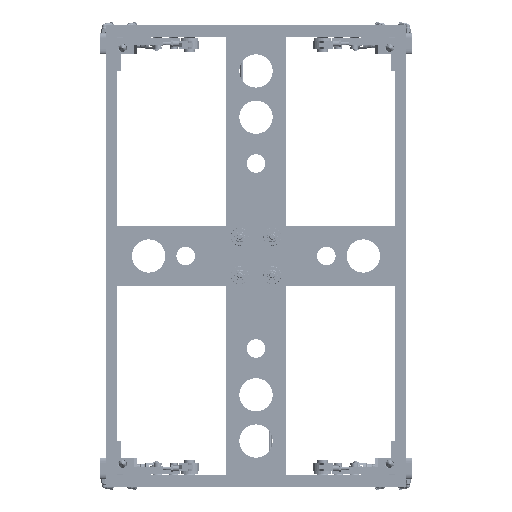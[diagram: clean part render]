
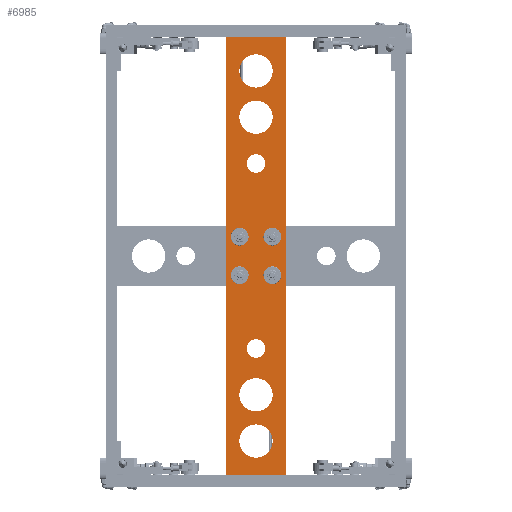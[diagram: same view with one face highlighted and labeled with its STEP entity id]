
A CAD part, left-side view. The second image highlights one B-rep face of the part: STEP entity #6985.
In plain terms, the highlighted face is planar.
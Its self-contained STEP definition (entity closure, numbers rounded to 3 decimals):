
#5461=DIRECTION('',(1.,0.,0.));
#5462=VECTOR('',#5461,80.);
#5463=CARTESIAN_POINT('',(-40.,-20.,-296.5));
#5464=LINE('',#5463,#5462);
#5493=DIRECTION('',(0.,0.,1.));
#5494=VECTOR('',#5493,593.);
#5495=CARTESIAN_POINT('',(-40.,-20.,-296.5));
#5496=LINE('',#5495,#5494);
#5497=CARTESIAN_POINT('',(-22.,-20.,26.));
#5498=DIRECTION('',(0.,1.,0.));
#5499=DIRECTION('',(0.,0.,-1.));
#5500=AXIS2_PLACEMENT_3D('',#5497,#5498,#5499);
#5502=CARTESIAN_POINT('',(-22.,-20.,26.));
#5503=DIRECTION('',(0.,1.,0.));
#5504=DIRECTION('',(0.,0.,1.));
#5505=AXIS2_PLACEMENT_3D('',#5502,#5503,#5504);
#5507=CARTESIAN_POINT('',(-22.,-20.,-26.));
#5508=DIRECTION('',(0.,1.,0.));
#5509=DIRECTION('',(0.,0.,-1.));
#5510=AXIS2_PLACEMENT_3D('',#5507,#5508,#5509);
#5512=CARTESIAN_POINT('',(-22.,-20.,-26.));
#5513=DIRECTION('',(0.,1.,0.));
#5514=DIRECTION('',(0.,0.,1.));
#5515=AXIS2_PLACEMENT_3D('',#5512,#5513,#5514);
#5517=CARTESIAN_POINT('',(22.,-20.,-26.));
#5518=DIRECTION('',(0.,1.,0.));
#5519=DIRECTION('',(0.,0.,-1.));
#5520=AXIS2_PLACEMENT_3D('',#5517,#5518,#5519);
#5522=CARTESIAN_POINT('',(22.,-20.,-26.));
#5523=DIRECTION('',(0.,1.,0.));
#5524=DIRECTION('',(0.,0.,1.));
#5525=AXIS2_PLACEMENT_3D('',#5522,#5523,#5524);
#5527=CARTESIAN_POINT('',(22.,-20.,26.));
#5528=DIRECTION('',(0.,1.,0.));
#5529=DIRECTION('',(0.,0.,-1.));
#5530=AXIS2_PLACEMENT_3D('',#5527,#5528,#5529);
#5532=CARTESIAN_POINT('',(22.,-20.,26.));
#5533=DIRECTION('',(0.,1.,0.));
#5534=DIRECTION('',(0.,0.,1.));
#5535=AXIS2_PLACEMENT_3D('',#5532,#5533,#5534);
#5537=CARTESIAN_POINT('',(0.,-20.,250.));
#5538=DIRECTION('',(0.,1.,0.));
#5539=DIRECTION('',(0.,0.,-1.));
#5540=AXIS2_PLACEMENT_3D('',#5537,#5538,#5539);
#5542=CARTESIAN_POINT('',(0.,-20.,250.));
#5543=DIRECTION('',(0.,1.,0.));
#5544=DIRECTION('',(0.,0.,1.));
#5545=AXIS2_PLACEMENT_3D('',#5542,#5543,#5544);
#5547=CARTESIAN_POINT('',(0.,-20.,187.5));
#5548=DIRECTION('',(0.,1.,0.));
#5549=DIRECTION('',(0.,0.,-1.));
#5550=AXIS2_PLACEMENT_3D('',#5547,#5548,#5549);
#5552=CARTESIAN_POINT('',(0.,-20.,187.5));
#5553=DIRECTION('',(0.,1.,0.));
#5554=DIRECTION('',(0.,0.,1.));
#5555=AXIS2_PLACEMENT_3D('',#5552,#5553,#5554);
#5557=CARTESIAN_POINT('',(0.,-20.,125.));
#5558=DIRECTION('',(0.,1.,0.));
#5559=DIRECTION('',(0.,0.,-1.));
#5560=AXIS2_PLACEMENT_3D('',#5557,#5558,#5559);
#5562=CARTESIAN_POINT('',(0.,-20.,125.));
#5563=DIRECTION('',(0.,1.,0.));
#5564=DIRECTION('',(0.,0.,1.));
#5565=AXIS2_PLACEMENT_3D('',#5562,#5563,#5564);
#5567=CARTESIAN_POINT('',(0.,-20.,-250.));
#5568=DIRECTION('',(0.,1.,0.));
#5569=DIRECTION('',(0.,0.,-1.));
#5570=AXIS2_PLACEMENT_3D('',#5567,#5568,#5569);
#5572=CARTESIAN_POINT('',(0.,-20.,-250.));
#5573=DIRECTION('',(0.,1.,0.));
#5574=DIRECTION('',(0.,0.,1.));
#5575=AXIS2_PLACEMENT_3D('',#5572,#5573,#5574);
#5577=CARTESIAN_POINT('',(0.,-20.,-187.5));
#5578=DIRECTION('',(0.,1.,0.));
#5579=DIRECTION('',(0.,0.,-1.));
#5580=AXIS2_PLACEMENT_3D('',#5577,#5578,#5579);
#5582=CARTESIAN_POINT('',(0.,-20.,-187.5));
#5583=DIRECTION('',(0.,1.,0.));
#5584=DIRECTION('',(0.,0.,1.));
#5585=AXIS2_PLACEMENT_3D('',#5582,#5583,#5584);
#5587=CARTESIAN_POINT('',(0.,-20.,-125.));
#5588=DIRECTION('',(0.,1.,0.));
#5589=DIRECTION('',(0.,0.,-1.));
#5590=AXIS2_PLACEMENT_3D('',#5587,#5588,#5589);
#5592=CARTESIAN_POINT('',(0.,-20.,-125.));
#5593=DIRECTION('',(0.,1.,0.));
#5594=DIRECTION('',(0.,0.,1.));
#5595=AXIS2_PLACEMENT_3D('',#5592,#5593,#5594);
#5805=DIRECTION('',(0.,0.,1.));
#5806=VECTOR('',#5805,593.);
#5807=CARTESIAN_POINT('',(40.,-20.,-296.5));
#5808=LINE('',#5807,#5806);
#5869=DIRECTION('',(1.,0.,0.));
#5870=VECTOR('',#5869,80.);
#5871=CARTESIAN_POINT('',(-40.,-20.,296.5));
#5872=LINE('',#5871,#5870);
#6565=CARTESIAN_POINT('',(-40.,-20.,-296.5));
#6566=CARTESIAN_POINT('',(40.,-20.,-296.5));
#6567=VERTEX_POINT('',#6565);
#6568=VERTEX_POINT('',#6566);
#6581=CARTESIAN_POINT('',(-40.,-20.,296.5));
#6582=CARTESIAN_POINT('',(40.,-20.,296.5));
#6583=VERTEX_POINT('',#6581);
#6584=VERTEX_POINT('',#6582);
#6597=CARTESIAN_POINT('',(-22.,-20.,21.75));
#6598=CARTESIAN_POINT('',(-22.,-20.,30.25));
#6599=VERTEX_POINT('',#6597);
#6600=VERTEX_POINT('',#6598);
#6601=CARTESIAN_POINT('',(-22.,-20.,-30.25));
#6602=CARTESIAN_POINT('',(-22.,-20.,-21.75));
#6603=VERTEX_POINT('',#6601);
#6604=VERTEX_POINT('',#6602);
#6605=CARTESIAN_POINT('',(22.,-20.,-30.25));
#6606=CARTESIAN_POINT('',(22.,-20.,-21.75));
#6607=VERTEX_POINT('',#6605);
#6608=VERTEX_POINT('',#6606);
#6609=CARTESIAN_POINT('',(22.,-20.,21.75));
#6610=CARTESIAN_POINT('',(22.,-20.,30.25));
#6611=VERTEX_POINT('',#6609);
#6612=VERTEX_POINT('',#6610);
#6661=CARTESIAN_POINT('',(0.,-20.,227.5));
#6662=CARTESIAN_POINT('',(0.,-20.,272.5));
#6663=VERTEX_POINT('',#6661);
#6664=VERTEX_POINT('',#6662);
#6693=CARTESIAN_POINT('',(0.,-20.,165.));
#6694=CARTESIAN_POINT('',(0.,-20.,210.));
#6695=VERTEX_POINT('',#6693);
#6696=VERTEX_POINT('',#6694);
#6725=CARTESIAN_POINT('',(0.,-20.,112.5));
#6726=CARTESIAN_POINT('',(0.,-20.,137.5));
#6727=VERTEX_POINT('',#6725);
#6728=VERTEX_POINT('',#6726);
#6757=CARTESIAN_POINT('',(0.,-20.,-272.5));
#6758=CARTESIAN_POINT('',(0.,-20.,-227.5));
#6759=VERTEX_POINT('',#6757);
#6760=VERTEX_POINT('',#6758);
#6761=CARTESIAN_POINT('',(0.,-20.,-210.));
#6762=CARTESIAN_POINT('',(0.,-20.,-165.));
#6763=VERTEX_POINT('',#6761);
#6764=VERTEX_POINT('',#6762);
#6765=CARTESIAN_POINT('',(0.,-20.,-137.5));
#6766=CARTESIAN_POINT('',(0.,-20.,-112.5));
#6767=VERTEX_POINT('',#6765);
#6768=VERTEX_POINT('',#6766);
#6911=CARTESIAN_POINT('',(-40.,-20.,-296.5));
#6912=DIRECTION('',(0.,-1.,0.));
#6913=DIRECTION('',(1.,0.,0.));
#6914=AXIS2_PLACEMENT_3D('',#6911,#6912,#6913);
#6915=PLANE('',#6914);
#6916=ORIENTED_EDGE('',*,*,#6890,.F.);
#6918=ORIENTED_EDGE('',*,*,#6917,.T.);
#6920=ORIENTED_EDGE('',*,*,#6919,.T.);
#6922=ORIENTED_EDGE('',*,*,#6921,.F.);
#6923=EDGE_LOOP('',(#6916,#6918,#6920,#6922));
#6924=FACE_OUTER_BOUND('',#6923,.F.);
#6926=ORIENTED_EDGE('',*,*,#6925,.F.);
#6928=ORIENTED_EDGE('',*,*,#6927,.F.);
#6929=EDGE_LOOP('',(#6926,#6928));
#6930=FACE_BOUND('',#6929,.F.);
#6932=ORIENTED_EDGE('',*,*,#6931,.F.);
#6934=ORIENTED_EDGE('',*,*,#6933,.F.);
#6935=EDGE_LOOP('',(#6932,#6934));
#6936=FACE_BOUND('',#6935,.F.);
#6938=ORIENTED_EDGE('',*,*,#6937,.F.);
#6940=ORIENTED_EDGE('',*,*,#6939,.F.);
#6941=EDGE_LOOP('',(#6938,#6940));
#6942=FACE_BOUND('',#6941,.F.);
#6944=ORIENTED_EDGE('',*,*,#6943,.F.);
#6946=ORIENTED_EDGE('',*,*,#6945,.F.);
#6947=EDGE_LOOP('',(#6944,#6946));
#6948=FACE_BOUND('',#6947,.F.);
#6950=ORIENTED_EDGE('',*,*,#6949,.F.);
#6952=ORIENTED_EDGE('',*,*,#6951,.F.);
#6953=EDGE_LOOP('',(#6950,#6952));
#6954=FACE_BOUND('',#6953,.F.);
#6956=ORIENTED_EDGE('',*,*,#6955,.F.);
#6958=ORIENTED_EDGE('',*,*,#6957,.F.);
#6959=EDGE_LOOP('',(#6956,#6958));
#6960=FACE_BOUND('',#6959,.F.);
#6962=ORIENTED_EDGE('',*,*,#6961,.F.);
#6964=ORIENTED_EDGE('',*,*,#6963,.F.);
#6965=EDGE_LOOP('',(#6962,#6964));
#6966=FACE_BOUND('',#6965,.F.);
#6968=ORIENTED_EDGE('',*,*,#6967,.F.);
#6970=ORIENTED_EDGE('',*,*,#6969,.F.);
#6971=EDGE_LOOP('',(#6968,#6970));
#6972=FACE_BOUND('',#6971,.F.);
#6974=ORIENTED_EDGE('',*,*,#6973,.F.);
#6976=ORIENTED_EDGE('',*,*,#6975,.F.);
#6977=EDGE_LOOP('',(#6974,#6976));
#6978=FACE_BOUND('',#6977,.F.);
#6980=ORIENTED_EDGE('',*,*,#6979,.F.);
#6982=ORIENTED_EDGE('',*,*,#6981,.F.);
#6983=EDGE_LOOP('',(#6980,#6982));
#6984=FACE_BOUND('',#6983,.F.);
#6985=ADVANCED_FACE('',(#6924,#6930,#6936,#6942,#6948,#6954,#6960,#6966,#6972,
#6978,#6984),#6915,.T.);
#5501=CIRCLE('',#5500,4.25);
#5506=CIRCLE('',#5505,4.25);
#5511=CIRCLE('',#5510,4.25);
#5516=CIRCLE('',#5515,4.25);
#5521=CIRCLE('',#5520,4.25);
#5526=CIRCLE('',#5525,4.25);
#5531=CIRCLE('',#5530,4.25);
#5536=CIRCLE('',#5535,4.25);
#5541=CIRCLE('',#5540,22.5);
#5546=CIRCLE('',#5545,22.5);
#5551=CIRCLE('',#5550,22.5);
#5556=CIRCLE('',#5555,22.5);
#5561=CIRCLE('',#5560,12.5);
#5566=CIRCLE('',#5565,12.5);
#5571=CIRCLE('',#5570,22.5);
#5576=CIRCLE('',#5575,22.5);
#5581=CIRCLE('',#5580,22.5);
#5586=CIRCLE('',#5585,22.5);
#5591=CIRCLE('',#5590,12.5);
#5596=CIRCLE('',#5595,12.5);
#6890=EDGE_CURVE('',#6567,#6568,#5464,.T.);
#6917=EDGE_CURVE('',#6567,#6583,#5496,.T.);
#6919=EDGE_CURVE('',#6583,#6584,#5872,.T.);
#6921=EDGE_CURVE('',#6568,#6584,#5808,.T.);
#6925=EDGE_CURVE('',#6599,#6600,#5501,.T.);
#6927=EDGE_CURVE('',#6600,#6599,#5506,.T.);
#6931=EDGE_CURVE('',#6603,#6604,#5511,.T.);
#6933=EDGE_CURVE('',#6604,#6603,#5516,.T.);
#6937=EDGE_CURVE('',#6607,#6608,#5521,.T.);
#6939=EDGE_CURVE('',#6608,#6607,#5526,.T.);
#6943=EDGE_CURVE('',#6611,#6612,#5531,.T.);
#6945=EDGE_CURVE('',#6612,#6611,#5536,.T.);
#6949=EDGE_CURVE('',#6663,#6664,#5541,.T.);
#6951=EDGE_CURVE('',#6664,#6663,#5546,.T.);
#6955=EDGE_CURVE('',#6695,#6696,#5551,.T.);
#6957=EDGE_CURVE('',#6696,#6695,#5556,.T.);
#6961=EDGE_CURVE('',#6727,#6728,#5561,.T.);
#6963=EDGE_CURVE('',#6728,#6727,#5566,.T.);
#6967=EDGE_CURVE('',#6759,#6760,#5571,.T.);
#6969=EDGE_CURVE('',#6760,#6759,#5576,.T.);
#6973=EDGE_CURVE('',#6763,#6764,#5581,.T.);
#6975=EDGE_CURVE('',#6764,#6763,#5586,.T.);
#6979=EDGE_CURVE('',#6767,#6768,#5591,.T.);
#6981=EDGE_CURVE('',#6768,#6767,#5596,.T.);
